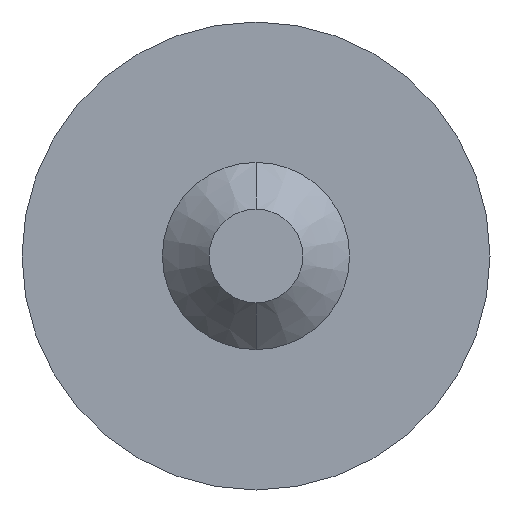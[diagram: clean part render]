
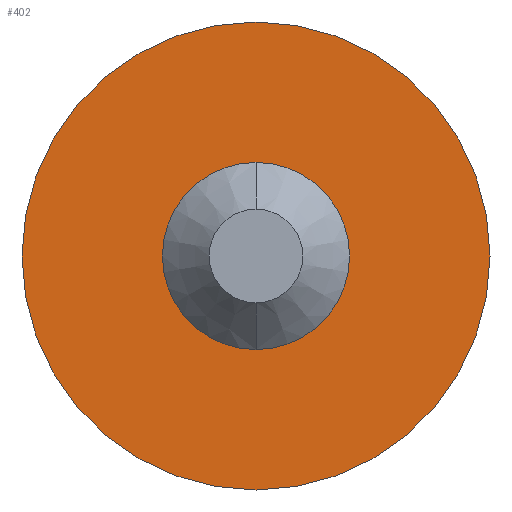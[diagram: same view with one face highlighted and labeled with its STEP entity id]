
A CAD part, front view. The second image highlights one B-rep face of the part: STEP entity #402.
In plain terms, the highlighted planar face has unit normal (0, -1, 0).
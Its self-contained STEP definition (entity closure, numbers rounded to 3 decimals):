
#28 = CIRCLE ( 'NONE', #218, 2.5 ) ;
#51 = DIRECTION ( 'NONE',  ( 0., 0., -1. ) ) ;
#68 = EDGE_LOOP ( 'NONE', ( #156, #507 ) ) ;
#74 = CIRCLE ( 'NONE', #474, 1. ) ;
#79 = EDGE_CURVE ( 'NONE', #215, #216, #271, .T. ) ;
#94 = CARTESIAN_POINT ( 'NONE',  ( 0., 0., 0. ) ) ;
#111 = CARTESIAN_POINT ( 'NONE',  ( 0., 0., 0. ) ) ;
#119 = CARTESIAN_POINT ( 'NONE',  ( 0., 0., 2.5 ) ) ;
#147 = CARTESIAN_POINT ( 'NONE',  ( 0., 0., -1. ) ) ;
#156 = ORIENTED_EDGE ( 'NONE', *, *, #325, .T. ) ;
#159 = EDGE_CURVE ( 'NONE', #493, #441, #228, .T. ) ;
#176 = AXIS2_PLACEMENT_3D ( 'NONE', #556, #299, #338 ) ;
#215 = VERTEX_POINT ( 'NONE', #147 ) ;
#216 = VERTEX_POINT ( 'NONE', #457 ) ;
#218 = AXIS2_PLACEMENT_3D ( 'NONE', #111, #318, #355 ) ;
#222 = CARTESIAN_POINT ( 'NONE',  ( 0., 0., 0. ) ) ;
#228 = CIRCLE ( 'NONE', #568, 2.5 ) ;
#229 = EDGE_CURVE ( 'NONE', #441, #493, #28, .T. ) ;
#243 = PLANE ( 'NONE',  #422 ) ;
#271 = CIRCLE ( 'NONE', #176, 1. ) ;
#291 = CARTESIAN_POINT ( 'NONE',  ( 0., 0., 0. ) ) ;
#299 = DIRECTION ( 'NONE',  ( 0., 1., 0. ) ) ;
#318 = DIRECTION ( 'NONE',  ( 0., -1., 0. ) ) ;
#325 = EDGE_CURVE ( 'NONE', #216, #215, #74, .T. ) ;
#332 = DIRECTION ( 'NONE',  ( 0., 0., 1. ) ) ;
#338 = DIRECTION ( 'NONE',  ( 0., 0., 1. ) ) ;
#352 = ORIENTED_EDGE ( 'NONE', *, *, #159, .T. ) ;
#355 = DIRECTION ( 'NONE',  ( 0., 0., -1. ) ) ;
#402 = ADVANCED_FACE ( 'NONE', ( #520, #421 ), #243, .T. ) ;
#408 = DIRECTION ( 'NONE',  ( 0., -1., 0. ) ) ;
#421 = FACE_OUTER_BOUND ( 'NONE', #479, .T. ) ;
#422 = AXIS2_PLACEMENT_3D ( 'NONE', #291, #408, #459 ) ;
#431 = CARTESIAN_POINT ( 'NONE',  ( 0., 0., -2.5 ) ) ;
#441 = VERTEX_POINT ( 'NONE', #431 ) ;
#457 = CARTESIAN_POINT ( 'NONE',  ( 0., 0., 1. ) ) ;
#459 = DIRECTION ( 'NONE',  ( 0., 0., -1. ) ) ;
#462 = DIRECTION ( 'NONE',  ( 0., -1., 0. ) ) ;
#474 = AXIS2_PLACEMENT_3D ( 'NONE', #222, #503, #332 ) ;
#479 = EDGE_LOOP ( 'NONE', ( #526, #352 ) ) ;
#493 = VERTEX_POINT ( 'NONE', #119 ) ;
#503 = DIRECTION ( 'NONE',  ( 0., 1., 0. ) ) ;
#507 = ORIENTED_EDGE ( 'NONE', *, *, #79, .T. ) ;
#520 = FACE_BOUND ( 'NONE', #68, .T. ) ;
#526 = ORIENTED_EDGE ( 'NONE', *, *, #229, .T. ) ;
#556 = CARTESIAN_POINT ( 'NONE',  ( 0., 0., 0. ) ) ;
#568 = AXIS2_PLACEMENT_3D ( 'NONE', #94, #462, #51 ) ;
